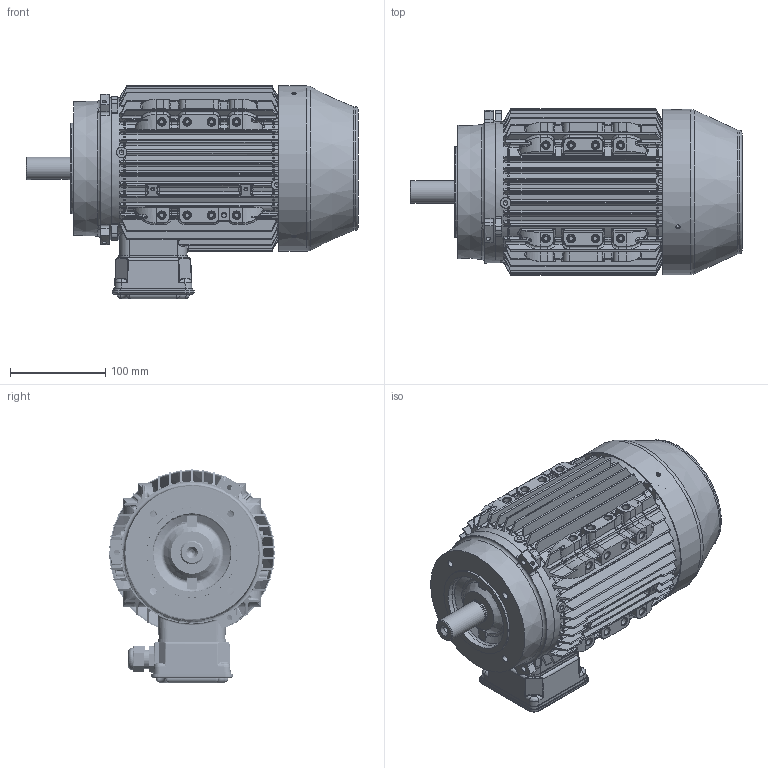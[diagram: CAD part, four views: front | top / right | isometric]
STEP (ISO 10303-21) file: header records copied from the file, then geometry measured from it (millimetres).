
FILE_DESCRIPTION( ( 'Unknown' ), '1' );
FILE_NAME( 'WP-DA90SX B14.stp', 'Unknown', ( 'Unknown' ), ( 'Unknown' ), 'PSStep 17.0.49', 'Unknown', ' ' );
FILE_SCHEMA( ( 'AUTOMOTIVE_DESIGN { 1 0 10303 214 1 1 1 1 }' ) );
Length unit declared in the file: millimetre
Products named in the file (2): 1; 2
Bounding box: 348.57 x 174.63 x 224.2 mm (x, y, z)
Volume: 1319710.6 mm3; surface area: 656217.3 mm2
Topology: 2 solids, 5 shells, 3540 faces, 8581 edges, 5050 vertices
Faces by surface type: cylinder 1034, bspline 902, plane 719, torus 366, sphere 278, cone 241
Full cylindrical faces by diameter (mm): 2.8 x2, 3.2 x4, 3.5 x3, 3.85 x4, 4.351 x3, 4.5 x9, 4.74 x2, 4.79 x1, 5 x12, 5.5 x8, 5.6 x4, 5.8 x13, 6 x4, 6.647 x2, 7.188 x4, 13 x1, 15 x1, 18 x1, 20 x2, 21 x2, 23.248 x1, 23.5 x1, 24 x1, 25 x2, 28 x1, 35.001 x1, 40 x2, 52.001 x1, 60 x1, 82.55 x1
Entity records: 227595 total; most frequent: CARTESIAN_POINT 124406, ORIENTED_EDGE 16020, DIRECTION 15153, EDGE_CURVE 8010, AXIS2_PLACEMENT_3D 6484, VERTEX_POINT 4869, EDGE_LOOP 3946, FACE_OUTER_BOUND 3663
